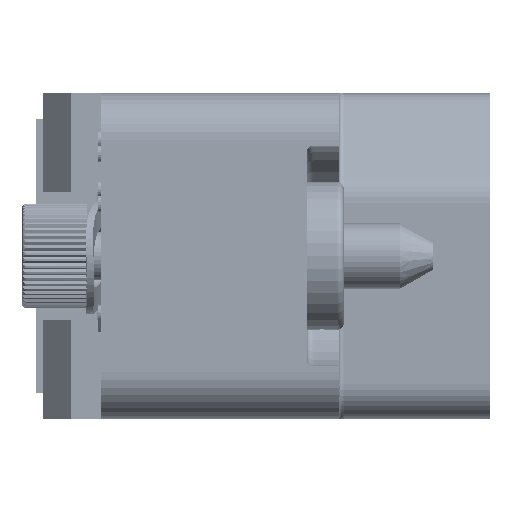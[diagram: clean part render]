
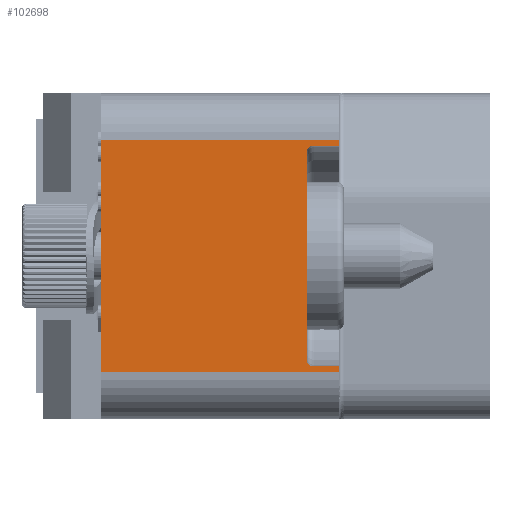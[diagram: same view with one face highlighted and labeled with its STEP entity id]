
A CAD part, left-side view. The second image highlights one B-rep face of the part: STEP entity #102698.
In plain terms, the highlighted planar face has unit normal (-1, 0, 0).
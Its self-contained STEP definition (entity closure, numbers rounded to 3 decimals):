
#1851=DIRECTION('',(0.,1.,0.));
#1852=VECTOR('',#1851,10.25);
#1853=CARTESIAN_POINT('',(-40.,0.,-5.));
#1854=LINE('',#1853,#1852);
#1860=DIRECTION('',(0.,0.,-1.));
#1861=VECTOR('',#1860,10.);
#1862=CARTESIAN_POINT('',(-40.,10.25,5.));
#1863=LINE('',#1862,#1861);
#2401=DIRECTION('',(0.,-1.,0.));
#2402=VECTOR('',#2401,10.25);
#2403=CARTESIAN_POINT('',(-40.,10.25,5.));
#2404=LINE('',#2403,#2402);
#10533=DIRECTION('',(0.,0.,1.));
#10534=VECTOR('',#10533,8.9);
#10535=CARTESIAN_POINT('',(-40.,1.4,-4.45));
#10536=LINE('',#10535,#10534);
#10537=DIRECTION('',(0.,1.,0.));
#10538=VECTOR('',#10537,1.1);
#10539=CARTESIAN_POINT('',(-40.,0.,-4.75));
#10540=LINE('',#10539,#10538);
#10541=DIRECTION('',(0.,0.,-1.));
#10542=VECTOR('',#10541,0.25);
#10543=CARTESIAN_POINT('',(-40.,0.,-4.75));
#10544=LINE('',#10543,#10542);
#10545=DIRECTION('',(0.,0.,-1.));
#10546=VECTOR('',#10545,0.25);
#10547=CARTESIAN_POINT('',(-40.,0.,5.));
#10548=LINE('',#10547,#10546);
#10549=DIRECTION('',(0.,1.,0.));
#10550=VECTOR('',#10549,1.1);
#10551=CARTESIAN_POINT('',(-40.,0.,4.75));
#10552=LINE('',#10551,#10550);
#10576=CARTESIAN_POINT('',(-40.,1.1,-4.45));
#10577=DIRECTION('',(1.,0.,0.));
#10578=DIRECTION('',(0.,0.,-1.));
#10579=AXIS2_PLACEMENT_3D('',#10576,#10577,#10578);
#10600=CARTESIAN_POINT('',(-40.,1.1,4.45));
#10601=DIRECTION('',(1.,0.,0.));
#10602=DIRECTION('',(0.,1.,0.));
#10603=AXIS2_PLACEMENT_3D('',#10600,#10601,#10602);
#76639=CARTESIAN_POINT('',(-40.,0.,5.));
#76640=VERTEX_POINT('',#76639);
#76641=CARTESIAN_POINT('',(-40.,10.25,5.));
#76642=VERTEX_POINT('',#76641);
#76647=CARTESIAN_POINT('',(-40.,10.25,-5.));
#76648=VERTEX_POINT('',#76647);
#76649=CARTESIAN_POINT('',(-40.,0.,-5.));
#76650=VERTEX_POINT('',#76649);
#76659=CARTESIAN_POINT('',(-40.,0.,-4.75));
#76661=VERTEX_POINT('',#76659);
#76665=CARTESIAN_POINT('',(-40.,0.,4.75));
#76666=VERTEX_POINT('',#76665);
#76876=CARTESIAN_POINT('',(-40.,1.4,-4.45));
#76878=VERTEX_POINT('',#76876);
#76880=CARTESIAN_POINT('',(-40.,1.1,-4.75));
#76882=VERTEX_POINT('',#76880);
#76887=CARTESIAN_POINT('',(-40.,1.4,4.45));
#76888=VERTEX_POINT('',#76887);
#76889=CARTESIAN_POINT('',(-40.,1.1,4.75));
#76890=VERTEX_POINT('',#76889);
#102676=CARTESIAN_POINT('',(-40.,0.,7.));
#102677=DIRECTION('',(-1.,0.,0.));
#102678=DIRECTION('',(0.,1.,0.));
#102679=AXIS2_PLACEMENT_3D('',#102676,#102677,#102678);
#102680=PLANE('',#102679);
#102682=ORIENTED_EDGE('',*,*,#102681,.F.);
#102684=ORIENTED_EDGE('',*,*,#102683,.F.);
#102686=ORIENTED_EDGE('',*,*,#102685,.F.);
#102687=ORIENTED_EDGE('',*,*,#93742,.T.);
#102688=ORIENTED_EDGE('',*,*,#93775,.T.);
#102689=ORIENTED_EDGE('',*,*,#93788,.F.);
#102690=ORIENTED_EDGE('',*,*,#94095,.T.);
#102691=ORIENTED_EDGE('',*,*,#93750,.T.);
#102693=ORIENTED_EDGE('',*,*,#102692,.T.);
#102695=ORIENTED_EDGE('',*,*,#102694,.F.);
#102696=EDGE_LOOP('',(#102682,#102684,#102686,#102687,#102688,#102689,#102690,
#102691,#102693,#102695));
#102697=FACE_OUTER_BOUND('',#102696,.F.);
#102698=ADVANCED_FACE('',(#102697),#102680,.T.);
#10580=CIRCLE('',#10579,0.3);
#10604=CIRCLE('',#10603,0.3);
#93742=EDGE_CURVE('',#76661,#76650,#10544,.T.);
#93750=EDGE_CURVE('',#76640,#76666,#10548,.T.);
#93775=EDGE_CURVE('',#76650,#76648,#1854,.T.);
#93788=EDGE_CURVE('',#76642,#76648,#1863,.T.);
#94095=EDGE_CURVE('',#76642,#76640,#2404,.T.);
#102681=EDGE_CURVE('',#76878,#76888,#10536,.T.);
#102683=EDGE_CURVE('',#76882,#76878,#10580,.T.);
#102685=EDGE_CURVE('',#76661,#76882,#10540,.T.);
#102692=EDGE_CURVE('',#76666,#76890,#10552,.T.);
#102694=EDGE_CURVE('',#76888,#76890,#10604,.T.);
